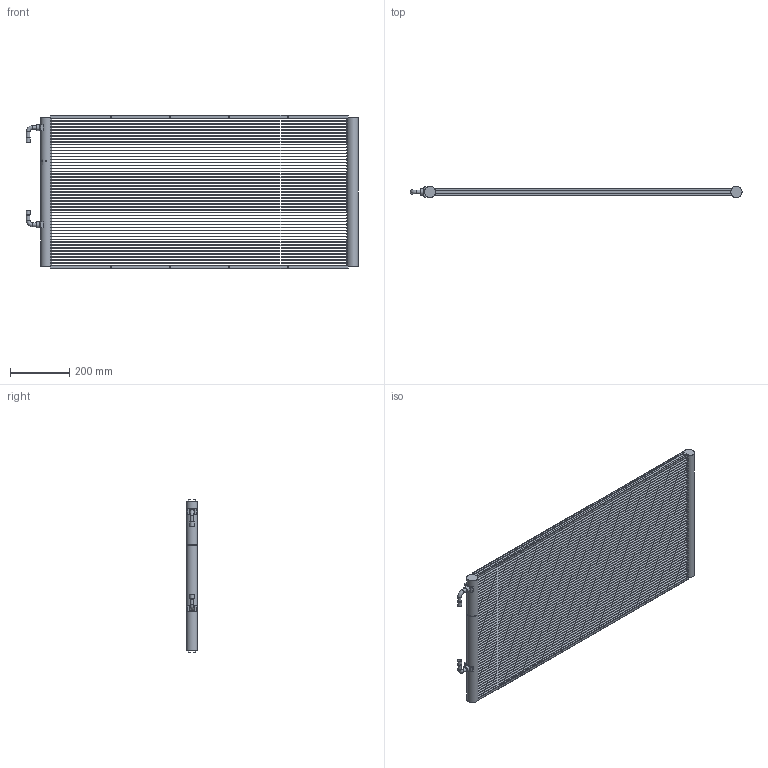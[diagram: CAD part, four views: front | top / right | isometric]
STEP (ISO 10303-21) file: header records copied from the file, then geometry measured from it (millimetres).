
FILE_DESCRIPTION(('TFLEX Exchange Step'),'2;1');
FILE_NAME('RC-1500.stp', '2023-04-05T11:25:08+03:00',('EXT0102'),('Unknown organisation'),'TFLEX Exchange 2022.1','T-FLEX CAD','Unknown authorisation');
FILE_SCHEMA( ('AUTOMOTIVE_DESIGN { 1 0 10303 214 1 1 1 1 }') );
Length unit declared in the file: millimetre
Products named in the file (1): Nodes
Bounding box: 1123.05 x 38 x 518 mm (x, y, z)
Volume: 3813745.9 mm3; surface area: 3048523 mm2
Topology: 1 solids, 1 shells, 326 faces, 1241 edges, 872 vertices
Faces by surface type: plane 248, cylinder 68, cone 6, torus 4
Full cylindrical faces by diameter (mm): 3.2 x16, 10 x2, 11.3 x4, 12.7 x6, 14.1 x2, 20 x2, 38 x2
Entity records: 16052 total; most frequent: CARTESIAN_POINT 4729, ORIENTED_EDGE 2482, DIRECTION 2453, EDGE_CURVE 1241, AXIS2_PLACEMENT_3D 925, VERTEX_POINT 872, VECTOR 603, LINE 603
